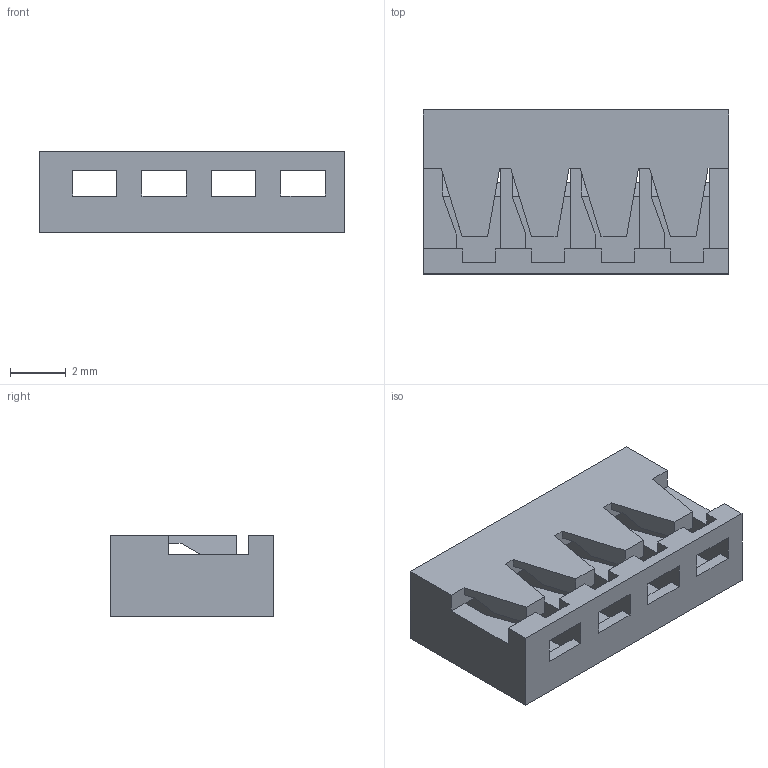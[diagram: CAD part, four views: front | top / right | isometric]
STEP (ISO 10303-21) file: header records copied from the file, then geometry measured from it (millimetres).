
FILE_DESCRIPTION((''),'2;1');
FILE_NAME('350220004','2014-11-04T',('ME'),(''),'PRO/ENGINEER BY PARAMETRIC TECHNOLOGY CORPORATION, 2011490','PRO/ENGINEER BY PARAMETRIC TECHNOLOGY CORPORATION, 2011490','');
FILE_SCHEMA(('CONFIG_CONTROL_DESIGN'));
Length unit declared in the file: millimetre
Products named in the file (1): 350220004
Bounding box: 11 x 5.9 x 2.95 mm (x, y, z)
Volume: 90.9 mm3; surface area: 386.6 mm2
Topology: 1 solids, 1 shells, 138 faces, 412 edges, 264 vertices
Faces by surface type: plane 138
Entity records: 4567 total; most frequent: ORIENTED_EDGE 808, CARTESIAN_POINT 807, DIRECTION 698, VECTOR 404, LINE 404, EDGE_CURVE 404, VERTEX_POINT 256, AXIS2_PLACEMENT_3D 147
